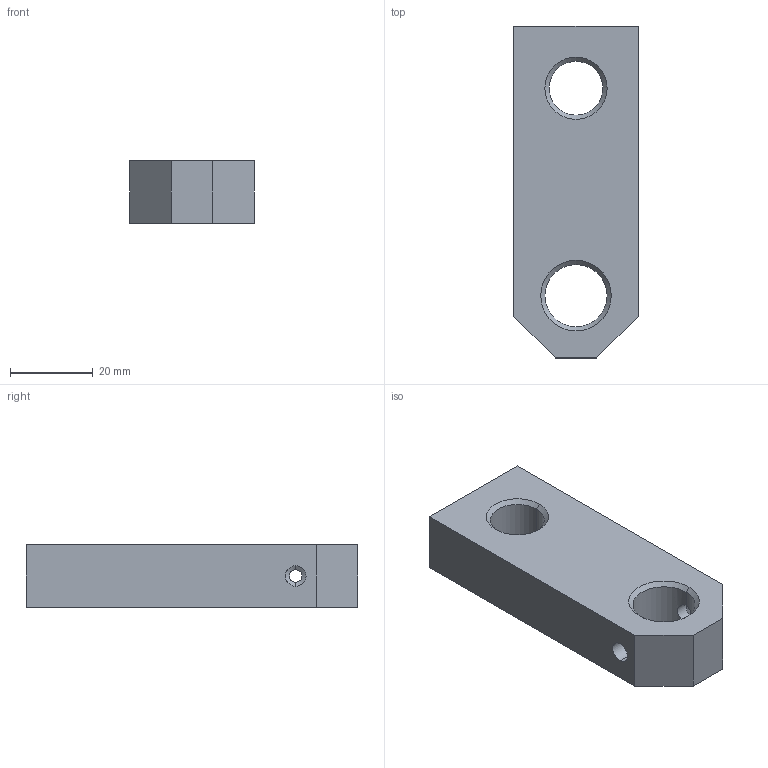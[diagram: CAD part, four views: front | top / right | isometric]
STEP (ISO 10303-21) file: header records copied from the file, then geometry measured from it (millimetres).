
FILE_DESCRIPTION (( 'STEP AP203' ), '1' );
FILE_NAME ('F0862-400-007.STEP', '2023-11-14T12:42:30', ( '' ), ( '' ), 'SwSTEP 2.0', 'SolidWorks 2021', '' );
FILE_SCHEMA (( 'CONFIG_CONTROL_DESIGN' ));
Length unit declared in the file: millimetre
Products named in the file (1): F0862-400-007
Bounding box: 30 x 80 x 15 mm (x, y, z)
Volume: 29204.7 mm3; surface area: 8866.8 mm2
Topology: 1 solids, 1 shells, 36 faces, 88 edges, 50 vertices
Faces by surface type: cylinder 14, cone 14, plane 8
Entity records: 1221 total; most frequent: CARTESIAN_POINT 291, DIRECTION 186, ORIENTED_EDGE 168, EDGE_CURVE 84, AXIS2_PLACEMENT_3D 69, VERTEX_POINT 50, VECTOR 48, LINE 48
